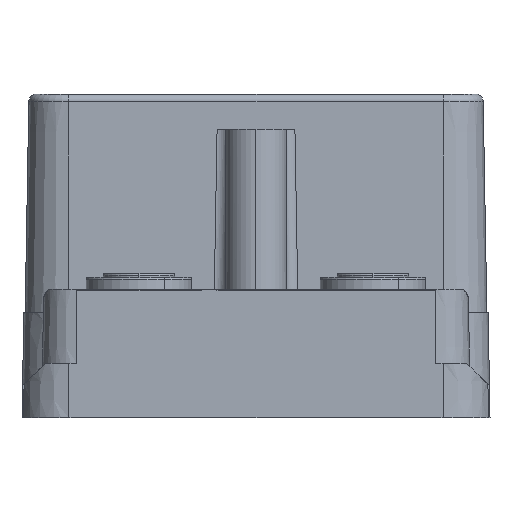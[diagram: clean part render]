
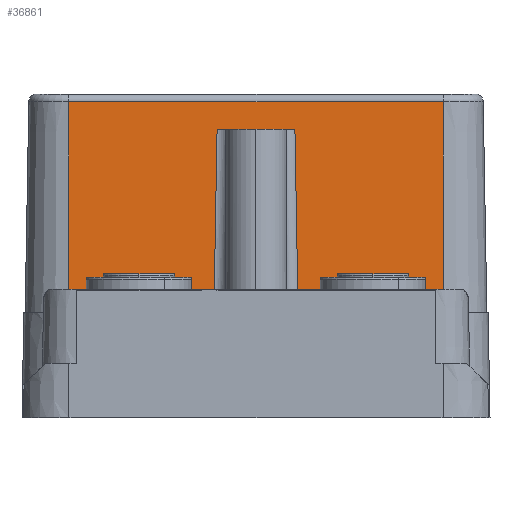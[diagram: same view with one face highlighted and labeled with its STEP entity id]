
A CAD part, front view. The second image highlights one B-rep face of the part: STEP entity #36861.
In plain terms, the highlighted planar face has unit normal (0, -1, 0.018).
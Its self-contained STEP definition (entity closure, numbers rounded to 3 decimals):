
#36804=AXIS2_PLACEMENT_3D('Plane Axis2P3D',#36801,#36802,#36803) ;
#35772=CARTESIAN_POINT('Vertex',(54.,55.6,13.5)) ;
#35775=CARTESIAN_POINT('Line Origine',(44.7,55.6,13.5)) ;
#35779=CARTESIAN_POINT('Vertex',(35.4,55.6,13.5)) ;
#35845=CARTESIAN_POINT('Vertex',(24.6,55.6,13.5)) ;
#35848=CARTESIAN_POINT('Line Origine',(15.3,55.6,13.5)) ;
#35852=CARTESIAN_POINT('Vertex',(6.,55.6,13.5)) ;
#36782=CARTESIAN_POINT('Line Origine',(54.,55.844,27.5)) ;
#36786=CARTESIAN_POINT('Vertex',(54.,56.072,40.517)) ;
#36801=CARTESIAN_POINT('Axis2P3D Location',(59.6,55.6,13.5)) ;
#36806=CARTESIAN_POINT('Line Origine',(30.,56.072,40.517)) ;
#36810=CARTESIAN_POINT('Vertex',(6.,56.072,40.517)) ;
#36813=CARTESIAN_POINT('Line Origine',(6.,55.844,27.5)) ;
#36819=CARTESIAN_POINT('Control Point',(25.01,56.01,37.)) ;
#36820=CARTESIAN_POINT('Control Point',(24.6,55.6,13.5)) ;
#36821=CARTESIAN_POINT('Vertex',(25.01,56.01,37.)) ;
#36824=CARTESIAN_POINT('Line Origine',(30.,56.01,37.)) ;
#36828=CARTESIAN_POINT('Vertex',(26.51,56.01,37.)) ;
#36831=CARTESIAN_POINT('Line Origine',(30.,56.01,37.)) ;
#36835=CARTESIAN_POINT('Vertex',(33.49,56.01,37.)) ;
#36838=CARTESIAN_POINT('Line Origine',(30.,56.01,37.)) ;
#36842=CARTESIAN_POINT('Vertex',(34.99,56.01,37.)) ;
#36846=CARTESIAN_POINT('Control Point',(34.99,56.01,37.)) ;
#36847=CARTESIAN_POINT('Control Point',(35.4,55.6,13.5)) ;
#35776=DIRECTION('Vector Direction',(-1.,0.,0.)) ;
#35849=DIRECTION('Vector Direction',(-1.,0.,0.)) ;
#36783=DIRECTION('Vector Direction',(0.,-0.017,-1.)) ;
#36802=DIRECTION('Axis2P3D Direction',(0.,-1.,0.017)) ;
#36803=DIRECTION('Axis2P3D XDirection',(-1.,0.,0.)) ;
#36807=DIRECTION('Vector Direction',(-1.,0.,0.)) ;
#36814=DIRECTION('Vector Direction',(0.,-0.017,-1.)) ;
#36825=DIRECTION('Vector Direction',(-1.,0.,0.)) ;
#36832=DIRECTION('Vector Direction',(-1.,0.,0.)) ;
#36839=DIRECTION('Vector Direction',(-1.,0.,0.)) ;
#35777=VECTOR('Line Direction',#35776,1.) ;
#35850=VECTOR('Line Direction',#35849,1.) ;
#36784=VECTOR('Line Direction',#36783,1.) ;
#36808=VECTOR('Line Direction',#36807,1.) ;
#36815=VECTOR('Line Direction',#36814,1.) ;
#36826=VECTOR('Line Direction',#36825,1.) ;
#36833=VECTOR('Line Direction',#36832,1.) ;
#36840=VECTOR('Line Direction',#36839,1.) ;
#36850=ORIENTED_EDGE('',*,*,#35781,.F.) ;
#36851=ORIENTED_EDGE('',*,*,#36788,.T.) ;
#36852=ORIENTED_EDGE('',*,*,#36812,.F.) ;
#36853=ORIENTED_EDGE('',*,*,#36817,.F.) ;
#36854=ORIENTED_EDGE('',*,*,#35854,.F.) ;
#36855=ORIENTED_EDGE('',*,*,#36823,.F.) ;
#36856=ORIENTED_EDGE('',*,*,#36830,.T.) ;
#36857=ORIENTED_EDGE('',*,*,#36837,.T.) ;
#36858=ORIENTED_EDGE('',*,*,#36844,.T.) ;
#36859=ORIENTED_EDGE('',*,*,#36848,.T.) ;
#36861=ADVANCED_FACE('333093.1\\Haube.1\\Haube',(#36860),#36805,.T.) ;
#36818=B_SPLINE_CURVE_WITH_KNOTS('',1,(#36819,#36820),.UNSPECIFIED.,.F.,.U.,(2,2),(-9.994,13.513),.UNSPECIFIED.) ;
#36845=B_SPLINE_CURVE_WITH_KNOTS('',1,(#36846,#36847),.UNSPECIFIED.,.F.,.U.,(2,2),(-9.994,13.513),.UNSPECIFIED.) ;
#35781=EDGE_CURVE('',#35773,#35780,#35778,.T.) ;
#35854=EDGE_CURVE('',#35846,#35853,#35851,.T.) ;
#36788=EDGE_CURVE('',#35773,#36787,#36785,.F.) ;
#36812=EDGE_CURVE('',#36811,#36787,#36809,.F.) ;
#36817=EDGE_CURVE('',#35853,#36811,#36816,.F.) ;
#36823=EDGE_CURVE('',#36822,#35846,#36818,.T.) ;
#36830=EDGE_CURVE('',#36822,#36829,#36827,.F.) ;
#36837=EDGE_CURVE('',#36829,#36836,#36834,.F.) ;
#36844=EDGE_CURVE('',#36836,#36843,#36841,.F.) ;
#36848=EDGE_CURVE('',#36843,#35780,#36845,.T.) ;
#36849=EDGE_LOOP('',(#36850,#36851,#36852,#36853,#36854,#36855,#36856,#36857,#36858,#36859)) ;
#36860=FACE_OUTER_BOUND('',#36849,.T.) ;
#35778=LINE('Line',#35775,#35777) ;
#35851=LINE('Line',#35848,#35850) ;
#36785=LINE('Line',#36782,#36784) ;
#36809=LINE('Line',#36806,#36808) ;
#36816=LINE('Line',#36813,#36815) ;
#36827=LINE('Line',#36824,#36826) ;
#36834=LINE('Line',#36831,#36833) ;
#36841=LINE('Line',#36838,#36840) ;
#36805=PLANE('',#36804) ;
#35773=VERTEX_POINT('',#35772) ;
#35780=VERTEX_POINT('',#35779) ;
#35846=VERTEX_POINT('',#35845) ;
#35853=VERTEX_POINT('',#35852) ;
#36787=VERTEX_POINT('',#36786) ;
#36811=VERTEX_POINT('',#36810) ;
#36822=VERTEX_POINT('',#36821) ;
#36829=VERTEX_POINT('',#36828) ;
#36836=VERTEX_POINT('',#36835) ;
#36843=VERTEX_POINT('',#36842) ;
